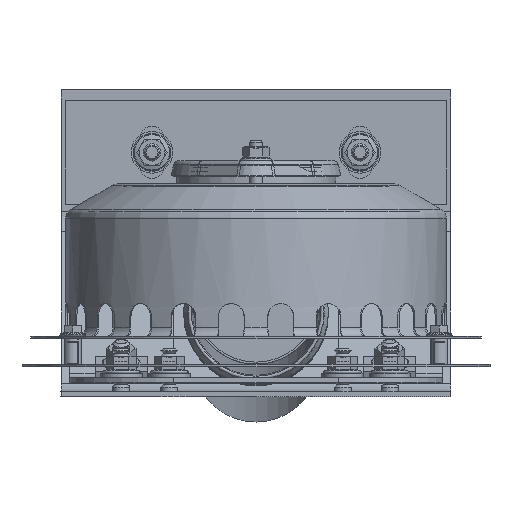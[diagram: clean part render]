
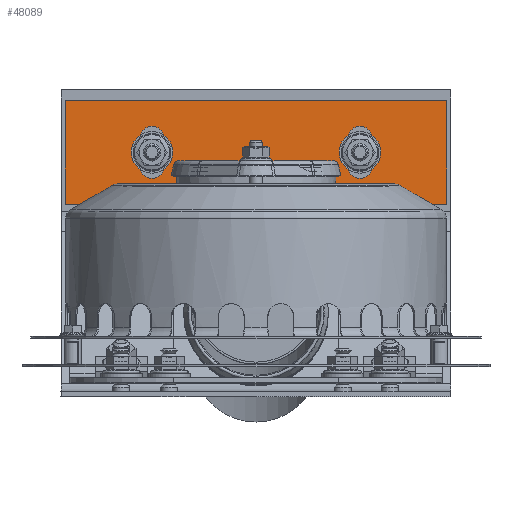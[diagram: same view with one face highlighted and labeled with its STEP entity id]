
A CAD part, left-side view. The second image highlights one B-rep face of the part: STEP entity #48089.
In plain terms, the highlighted planar face has unit normal (-1, 0, 0).
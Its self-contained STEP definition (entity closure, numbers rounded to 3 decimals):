
#1990=FACE_BOUND('',#8587,.T.);
#1991=FACE_BOUND('',#8588,.T.);
#2796=CIRCLE('',#51351,7.);
#2798=CIRCLE('',#51355,7.);
#2800=CIRCLE('',#51359,7.);
#2802=CIRCLE('',#51363,7.);
#5392=FACE_OUTER_BOUND('',#8586,.T.);
#8586=EDGE_LOOP('',(#43024,#43025,#43026,#43027));
#8587=EDGE_LOOP('',(#43028,#43029,#43030,#43031));
#8588=EDGE_LOOP('',(#43032,#43033,#43034,#43035));
#13916=LINE('',#81831,#19127);
#13921=LINE('',#81845,#19132);
#13924=LINE('',#81855,#19135);
#13929=LINE('',#81869,#19140);
#13932=LINE('',#81879,#19143);
#13936=LINE('',#81887,#19147);
#13939=LINE('',#81893,#19150);
#13942=LINE('',#81898,#19153);
#19127=VECTOR('',#62775,1.);
#19132=VECTOR('',#62788,1.);
#19135=VECTOR('',#62799,1.);
#19140=VECTOR('',#62812,1.);
#19143=VECTOR('',#62823,1.);
#19147=VECTOR('',#62829,1.);
#19150=VECTOR('',#62834,1.);
#19153=VECTOR('',#62839,1.);
#23372=VERTEX_POINT('',#81829);
#23373=VERTEX_POINT('',#81830);
#23376=VERTEX_POINT('',#81838);
#23378=VERTEX_POINT('',#81844);
#23380=VERTEX_POINT('',#81853);
#23381=VERTEX_POINT('',#81854);
#23384=VERTEX_POINT('',#81862);
#23386=VERTEX_POINT('',#81868);
#23388=VERTEX_POINT('',#81877);
#23389=VERTEX_POINT('',#81878);
#23392=VERTEX_POINT('',#81886);
#23394=VERTEX_POINT('',#81892);
#29956=EDGE_CURVE('',#23372,#23373,#13916,.T.);
#29960=EDGE_CURVE('',#23373,#23376,#2796,.T.);
#29963=EDGE_CURVE('',#23376,#23378,#13921,.T.);
#29966=EDGE_CURVE('',#23378,#23372,#2798,.T.);
#29968=EDGE_CURVE('',#23380,#23381,#13924,.T.);
#29972=EDGE_CURVE('',#23381,#23384,#2800,.T.);
#29975=EDGE_CURVE('',#23384,#23386,#13929,.T.);
#29978=EDGE_CURVE('',#23386,#23380,#2802,.T.);
#29980=EDGE_CURVE('',#23388,#23389,#13932,.T.);
#29984=EDGE_CURVE('',#23389,#23392,#13936,.T.);
#29987=EDGE_CURVE('',#23392,#23394,#13939,.T.);
#29990=EDGE_CURVE('',#23394,#23388,#13942,.T.);
#43024=ORIENTED_EDGE('',*,*,#29980,.F.);
#43025=ORIENTED_EDGE('',*,*,#29990,.F.);
#43026=ORIENTED_EDGE('',*,*,#29987,.F.);
#43027=ORIENTED_EDGE('',*,*,#29984,.F.);
#43028=ORIENTED_EDGE('',*,*,#29956,.T.);
#43029=ORIENTED_EDGE('',*,*,#29960,.T.);
#43030=ORIENTED_EDGE('',*,*,#29963,.T.);
#43031=ORIENTED_EDGE('',*,*,#29966,.T.);
#43032=ORIENTED_EDGE('',*,*,#29968,.T.);
#43033=ORIENTED_EDGE('',*,*,#29972,.T.);
#43034=ORIENTED_EDGE('',*,*,#29975,.T.);
#43035=ORIENTED_EDGE('',*,*,#29978,.T.);
#45793=PLANE('',#51369);
#48089=ADVANCED_FACE('',(#5392,#1990,#1991),#45793,.T.);
#51351=AXIS2_PLACEMENT_3D('',#81839,#62781,#62782);
#51355=AXIS2_PLACEMENT_3D('',#81850,#62793,#62794);
#51359=AXIS2_PLACEMENT_3D('',#81863,#62805,#62806);
#51363=AXIS2_PLACEMENT_3D('',#81874,#62817,#62818);
#51369=AXIS2_PLACEMENT_3D('',#81900,#62841,#62842);
#62775=DIRECTION('',(0.,0.,-1.));
#62781=DIRECTION('center_axis',(1.,0.,0.));
#62782=DIRECTION('ref_axis',(0.,0.,
-1.));
#62788=DIRECTION('',(0.,0.,1.));
#62793=DIRECTION('center_axis',(1.,0.,0.));
#62794=DIRECTION('ref_axis',(0.,0.,
1.));
#62799=DIRECTION('',(0.,0.,1.));
#62805=DIRECTION('center_axis',(1.,0.,0.));
#62806=DIRECTION('ref_axis',(0.,0.,
1.));
#62812=DIRECTION('',(0.,0.,-1.));
#62817=DIRECTION('center_axis',(1.,0.,0.));
#62818=DIRECTION('ref_axis',(0.,0.,
-1.));
#62823=DIRECTION('',(0.,1.,0.));
#62829=DIRECTION('',(0.,0.,1.));
#62834=DIRECTION('',(0.,-1.,0.));
#62839=DIRECTION('',(0.,0.,-1.));
#62841=DIRECTION('center_axis',(-1.,0.,0.));
#62842=DIRECTION('ref_axis',(0.,-1.,0.));
#81829=CARTESIAN_POINT('',(2503.471,1284.214,66.008));
#81830=CARTESIAN_POINT('',(2503.471,1284.214,50.008));
#81831=CARTESIAN_POINT('',(2503.471,1284.214,62.008));
#81838=CARTESIAN_POINT('',(2503.471,1298.214,50.008));
#81839=CARTESIAN_POINT('Origin',(2503.471,1291.214,50.008));
#81844=CARTESIAN_POINT('',(2503.471,1298.214,66.008));
#81845=CARTESIAN_POINT('',(2503.471,1298.214,54.008));
#81850=CARTESIAN_POINT('Origin',(2503.471,1291.214,66.008));
#81853=CARTESIAN_POINT('',(2503.471,1418.214,50.008));
#81854=CARTESIAN_POINT('',(2503.471,1418.214,66.008));
#81855=CARTESIAN_POINT('',(2503.471,1418.214,54.008));
#81862=CARTESIAN_POINT('',(2503.471,1404.214,66.008));
#81863=CARTESIAN_POINT('Origin',(2503.471,1411.214,66.008));
#81868=CARTESIAN_POINT('',(2503.471,1404.214,50.008));
#81869=CARTESIAN_POINT('',(2503.471,1404.214,62.008));
#81874=CARTESIAN_POINT('Origin',(2503.471,1411.214,50.008));
#81877=CARTESIAN_POINT('',(2503.471,1241.214,28.008));
#81878=CARTESIAN_POINT('',(2503.471,1461.214,28.008));
#81879=CARTESIAN_POINT('',(2503.471,1461.214,28.008));
#81886=CARTESIAN_POINT('',(2503.471,1461.214,88.008));
#81887=CARTESIAN_POINT('',(2503.471,1461.214,88.008));
#81892=CARTESIAN_POINT('',(2503.471,1241.214,88.008));
#81893=CARTESIAN_POINT('',(2503.471,1241.214,88.008));
#81898=CARTESIAN_POINT('',(2503.471,1241.214,28.008));
#81900=CARTESIAN_POINT('Origin',(2503.471,1351.214,58.008));
